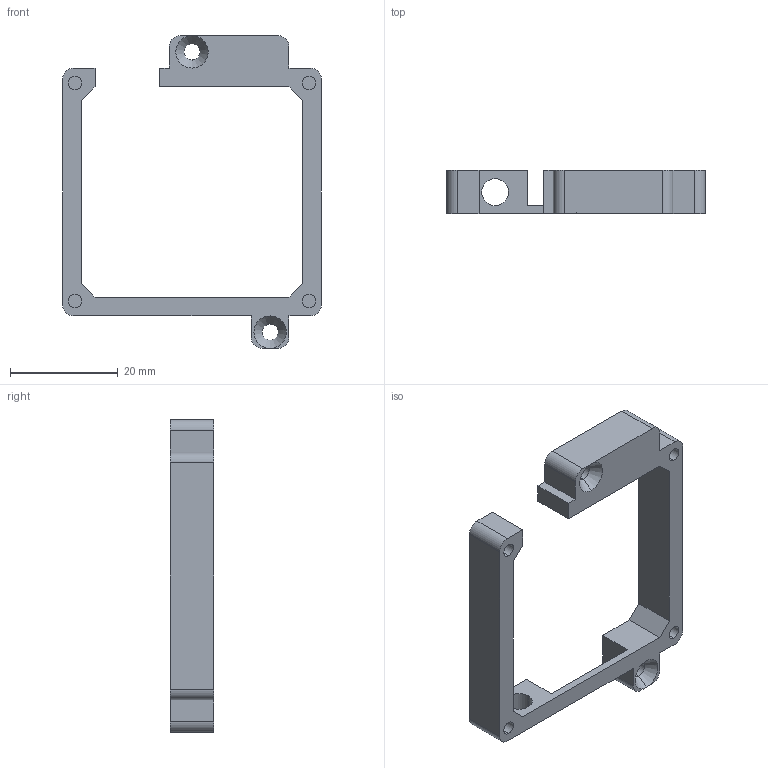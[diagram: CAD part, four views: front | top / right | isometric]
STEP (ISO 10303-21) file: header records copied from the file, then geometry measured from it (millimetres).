
FILE_DESCRIPTION (( 'STEP AP214' ), '1' );
FILE_NAME ('case_spacer.STEP', '2017-09-20T10:25:20', ( '' ), ( '' ), 'SwSTEP 2.0', 'SolidWorks 2016', '' );
FILE_SCHEMA (( 'AUTOMOTIVE_DESIGN' ));
Length unit declared in the file: millimetre
Products named in the file (1): case_spacer
Bounding box: 48 x 8 x 58 mm (x, y, z)
Volume: 5190.7 mm3; surface area: 4336.9 mm2
Topology: 1 solids, 1 shells, 58 faces, 154 edges, 100 vertices
Faces by surface type: plane 32, cylinder 22, cone 4
Entity records: 1848 total; most frequent: DIRECTION 320, CARTESIAN_POINT 313, ORIENTED_EDGE 308, EDGE_CURVE 154, AXIS2_PLACEMENT_3D 107, LINE 106, VECTOR 106, VERTEX_POINT 100
